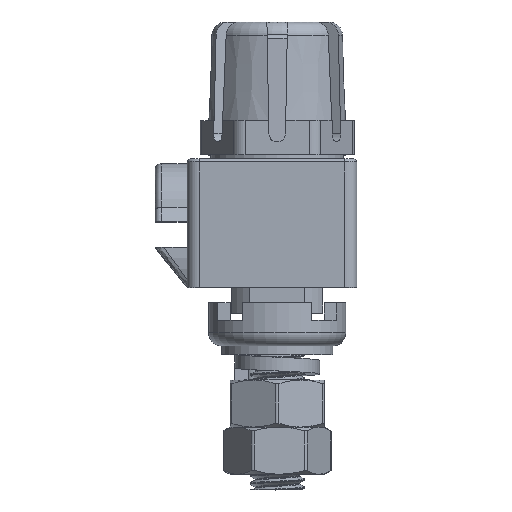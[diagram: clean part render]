
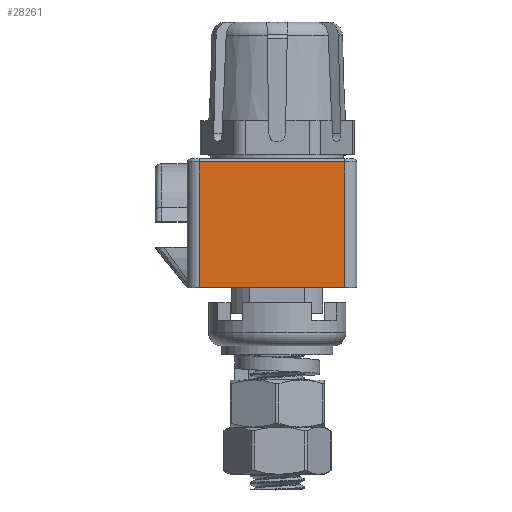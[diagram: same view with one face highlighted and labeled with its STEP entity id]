
A CAD part, top view. The second image highlights one B-rep face of the part: STEP entity #28261.
In plain terms, the highlighted planar face has unit normal (0, 0, 1).
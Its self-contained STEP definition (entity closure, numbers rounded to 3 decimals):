
#827=PLANE('',#29997);
#1993=FACE_OUTER_BOUND('',#3498,.T.);
#3498=EDGE_LOOP('',(#20092,#20093,#20094,#20095));
#6668=LINE('',#84388,#8932);
#6669=LINE('',#84390,#8933);
#6670=LINE('',#84392,#8934);
#6671=LINE('',#84393,#8935);
#8932=VECTOR('',#33367,10.);
#8933=VECTOR('',#33368,10.);
#8934=VECTOR('',#33369,10.);
#8935=VECTOR('',#33370,10.);
#11561=VERTEX_POINT('',#84386);
#11562=VERTEX_POINT('',#84387);
#11563=VERTEX_POINT('',#84389);
#11564=VERTEX_POINT('',#84391);
#14731=EDGE_CURVE('',#11561,#11562,#6668,.T.);
#14732=EDGE_CURVE('',#11563,#11561,#6669,.T.);
#14733=EDGE_CURVE('',#11564,#11563,#6670,.T.);
#14734=EDGE_CURVE('',#11562,#11564,#6671,.T.);
#20092=ORIENTED_EDGE('',*,*,#14731,.F.);
#20093=ORIENTED_EDGE('',*,*,#14732,.F.);
#20094=ORIENTED_EDGE('',*,*,#14733,.F.);
#20095=ORIENTED_EDGE('',*,*,#14734,.F.);
#28261=ADVANCED_FACE('',(#1993),#827,.T.);
#29997=AXIS2_PLACEMENT_3D('',#84385,#33365,#33366);
#33365=DIRECTION('center_axis',(0.,0.,1.));
#33366=DIRECTION('ref_axis',(1.,0.,0.));
#33367=DIRECTION('',(0.,-1.,0.));
#33368=DIRECTION('',(1.,0.,0.));
#33369=DIRECTION('',(0.,1.,0.));
#33370=DIRECTION('',(-1.,0.,0.));
#84385=CARTESIAN_POINT('Origin',(-10.5,0.,28.525));
#84386=CARTESIAN_POINT('',(7.9,14.65,28.525));
#84387=CARTESIAN_POINT('',(7.9,0.,28.525));
#84388=CARTESIAN_POINT('',(7.9,0.,28.525));
#84389=CARTESIAN_POINT('',(-9.1,14.65,28.525));
#84390=CARTESIAN_POINT('',(-5.55,14.65,28.525));
#84391=CARTESIAN_POINT('',(-9.1,0.,28.525));
#84392=CARTESIAN_POINT('',(-9.1,0.,28.525));
#84393=CARTESIAN_POINT('',(9.3,0.,28.525));
